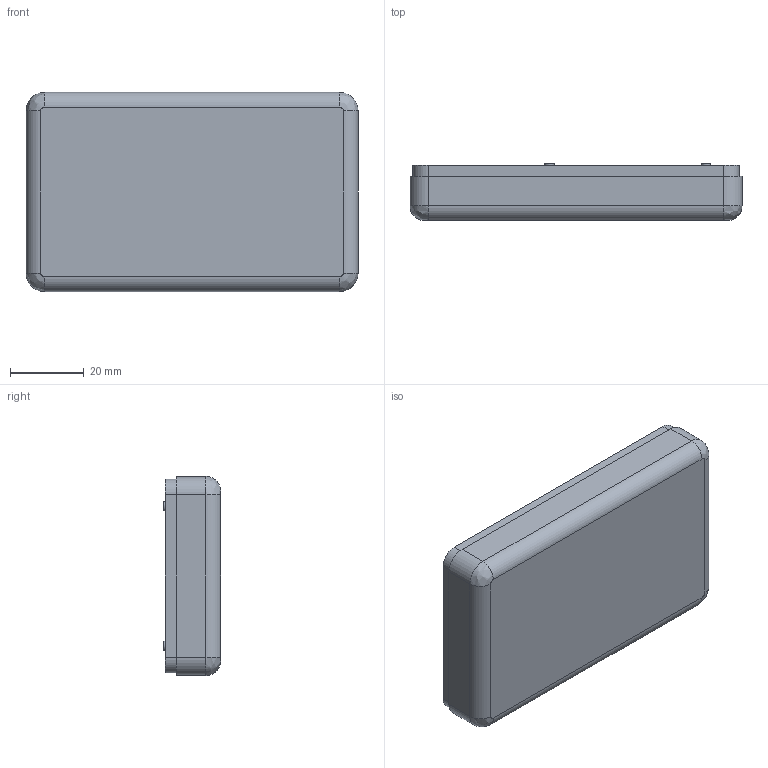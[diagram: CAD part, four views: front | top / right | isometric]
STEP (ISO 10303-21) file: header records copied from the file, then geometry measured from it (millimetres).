
FILE_DESCRIPTION(/* description */ (''),/* implementation_level */ '2;1');
FILE_NAME(/* name */ 'Bottom Housing.step',/* time_stamp */ '2018-11-20T00:39:37-05:00',/* author */ ('szx2'),/* organization */ (''),/* preprocessor_version */ 'ST-DEVELOPER v17',/* originating_system */ 'Autodesk Translation Framework v7.1.0.215',/* authorisation */ '');
FILE_SCHEMA (('AUTOMOTIVE_DESIGN { 1 0 10303 214 3 1 1 }'));
Length unit declared in the file: millimetre
Products named in the file (1): Bottom Housing
Bounding box: 90 x 15.5 x 54 mm (x, y, z)
Volume: 13311.3 mm3; surface area: 18227.7 mm2
Topology: 1 solids, 1 shells, 67 faces, 149 edges, 94 vertices
Faces by surface type: cylinder 32, plane 27, bspline 8
Full cylindrical faces by diameter (mm): 2.54 x4, 3 x4
Entity records: 1932 total; most frequent: CARTESIAN_POINT 375, DIRECTION 341, ORIENTED_EDGE 298, EDGE_CURVE 149, AXIS2_PLACEMENT_3D 132, VERTEX_POINT 94, EDGE_LOOP 77, LINE 77
